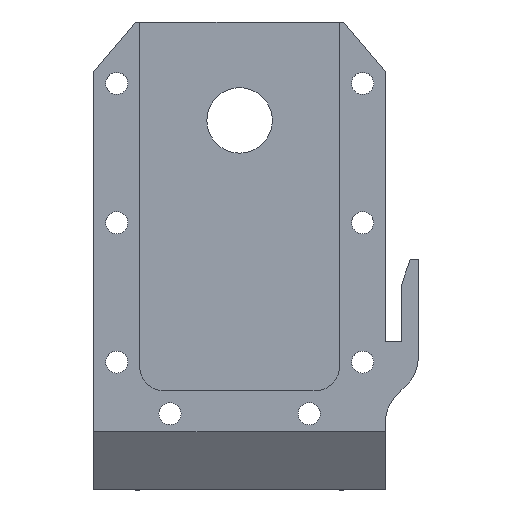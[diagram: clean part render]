
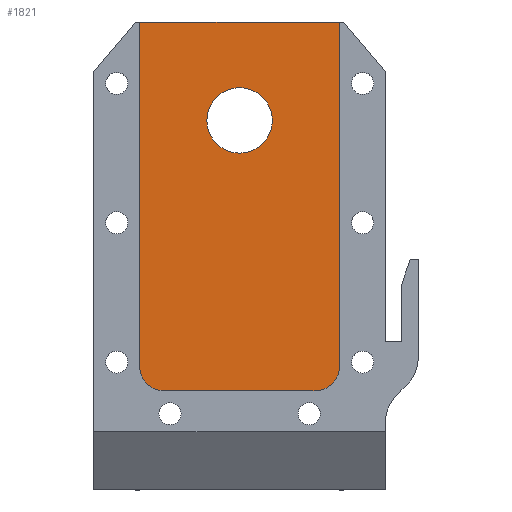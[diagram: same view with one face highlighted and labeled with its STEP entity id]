
A CAD part, top view. The second image highlights one B-rep face of the part: STEP entity #1821.
In plain terms, the highlighted planar face has unit normal (0, 0, 1).
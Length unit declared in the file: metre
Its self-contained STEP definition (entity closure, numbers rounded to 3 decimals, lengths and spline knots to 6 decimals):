
#53=FACE_BOUND('',#338,.T.);
#88=PLANE('',#2011);
#207=FACE_OUTER_BOUND('',#337,.T.);
#337=EDGE_LOOP('',(#1627,#1628,#1629,#1630,#1631,#1632));
#338=EDGE_LOOP('',(#1633));
#500=LINE('',#3016,#665);
#503=LINE('',#3024,#668);
#506=LINE('',#3029,#671);
#507=LINE('',#3031,#672);
#665=VECTOR('',#2481,0.01);
#668=VECTOR('',#2490,0.01);
#671=VECTOR('',#2495,0.01);
#672=VECTOR('',#2498,0.01);
#697=CIRCLE('',#1858,0.004);
#776=CIRCLE('',#2005,0.003);
#777=CIRCLE('',#2008,0.003);
#791=VERTEX_POINT('',#2580);
#934=VERTEX_POINT('',#3009);
#935=VERTEX_POINT('',#3011);
#936=VERTEX_POINT('',#3015);
#937=VERTEX_POINT('',#3019);
#938=VERTEX_POINT('',#3023);
#939=VERTEX_POINT('',#3027);
#957=EDGE_CURVE('',#791,#791,#697,.T.);
#1172=EDGE_CURVE('',#935,#934,#776,.T.);
#1174=EDGE_CURVE('',#936,#935,#500,.T.);
#1176=EDGE_CURVE('',#937,#936,#777,.T.);
#1178=EDGE_CURVE('',#938,#937,#503,.T.);
#1181=EDGE_CURVE('',#934,#939,#506,.T.);
#1182=EDGE_CURVE('',#939,#938,#507,.T.);
#1627=ORIENTED_EDGE('',*,*,#1178,.T.);
#1628=ORIENTED_EDGE('',*,*,#1176,.T.);
#1629=ORIENTED_EDGE('',*,*,#1174,.T.);
#1630=ORIENTED_EDGE('',*,*,#1172,.T.);
#1631=ORIENTED_EDGE('',*,*,#1181,.T.);
#1632=ORIENTED_EDGE('',*,*,#1182,.T.);
#1633=ORIENTED_EDGE('',*,*,#957,.T.);
#1821=ADVANCED_FACE('',(#207,#53),#88,.F.);
#1858=AXIS2_PLACEMENT_3D('',#2581,#2048,#2049);
#2005=AXIS2_PLACEMENT_3D('',#3012,#2476,#2477);
#2008=AXIS2_PLACEMENT_3D('',#3020,#2485,#2486);
#2011=AXIS2_PLACEMENT_3D('',#3030,#2496,#2497);
#2048=DIRECTION('center_axis',(0.,0.,
-1.));
#2049=DIRECTION('ref_axis',(-1.,0.,0.));
#2476=DIRECTION('center_axis',(0.,0.,
1.));
#2477=DIRECTION('ref_axis',(1.,0.,0.));
#2481=DIRECTION('',(1.,0.,0.));
#2485=DIRECTION('center_axis',(0.,0.,
1.));
#2486=DIRECTION('ref_axis',(0.,-1.,0.));
#2490=DIRECTION('',(0.,-1.,0.));
#2495=DIRECTION('',(0.,1.,0.));
#2496=DIRECTION('center_axis',(0.,0.,
-1.));
#2497=DIRECTION('ref_axis',(-1.,0.,0.));
#2498=DIRECTION('',(-1.,0.,0.));
#2580=CARTESIAN_POINT('',(0.004,0.1446,-0.10225));
#2581=CARTESIAN_POINT('Origin',(0.,0.1446,-0.10225));
#3009=CARTESIAN_POINT('',(0.0122,0.1146,-0.10225));
#3011=CARTESIAN_POINT('',(0.0092,0.1116,-0.10225));
#3012=CARTESIAN_POINT('Origin',(0.0092,0.1146,-0.10225));
#3015=CARTESIAN_POINT('',(-0.0092,0.1116,-0.10225));
#3016=CARTESIAN_POINT('',(-0.0046,0.1116,-0.10225));
#3019=CARTESIAN_POINT('',(-0.0122,0.1146,-0.10225));
#3020=CARTESIAN_POINT('Origin',(-0.0092,0.1146,
-0.10225));
#3023=CARTESIAN_POINT('',(-0.0122,0.1566,-0.10225));
#3024=CARTESIAN_POINT('',(-0.0122,0.14395,-0.10225));
#3027=CARTESIAN_POINT('',(0.0122,0.1566,-0.10225));
#3029=CARTESIAN_POINT('',(0.0122,0.12295,-0.10225));
#3030=CARTESIAN_POINT('Origin',(0.,0.1313,
-0.10225));
#3031=CARTESIAN_POINT('',(0.0127,0.1566,-0.10225));
